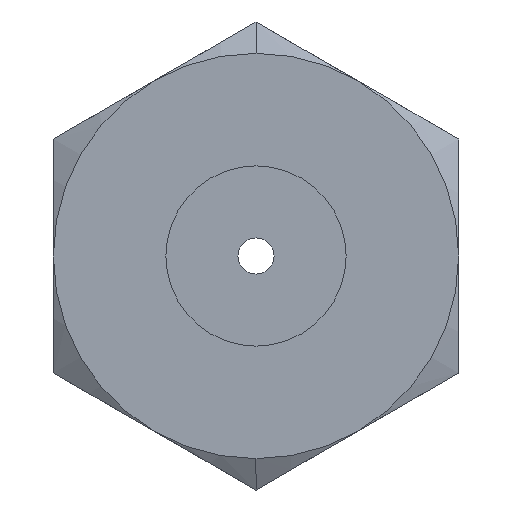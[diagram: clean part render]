
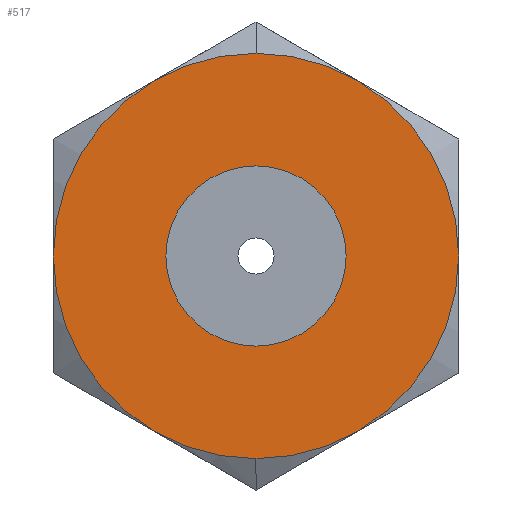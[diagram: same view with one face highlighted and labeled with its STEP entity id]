
A CAD part, left-side view. The second image highlights one B-rep face of the part: STEP entity #517.
In plain terms, the highlighted planar face has unit normal (-1, 0, 0).
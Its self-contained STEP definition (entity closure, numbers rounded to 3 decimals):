
#303 = AXIS2_PLACEMENT_3D ( 'NONE', #3438, #2800, #4695 ) ;
#338 = DIRECTION ( 'NONE',  ( 0., 0., 1. ) ) ;
#398 = CARTESIAN_POINT ( 'NONE',  ( 0., 0., 3.175 ) ) ;
#476 = ORIENTED_EDGE ( 'NONE', *, *, #1075, .F. ) ;
#517 = ADVANCED_FACE ( 'NONE', ( #3812, #2533 ), #8403, .T. ) ;
#711 = AXIS2_PLACEMENT_3D ( 'NONE', #4679, #6211, #338 ) ;
#1075 = EDGE_CURVE ( 'NONE', #8349, #3385, #4746, .T. ) ;
#2306 = CARTESIAN_POINT ( 'NONE',  ( 0., 0., 0. ) ) ;
#2513 = CIRCLE ( 'NONE', #711, 3.175 ) ;
#2533 = FACE_OUTER_BOUND ( 'NONE', #3003, .T. ) ;
#2757 = CARTESIAN_POINT ( 'NONE',  ( 0., 0., -7.14 ) ) ;
#2760 = EDGE_CURVE ( 'NONE', #7255, #3515, #2513, .T. ) ;
#2800 = DIRECTION ( 'NONE',  ( 1., 0., 0. ) ) ;
#2925 = DIRECTION ( 'NONE',  ( 0., 0., -1. ) ) ;
#3003 = EDGE_LOOP ( 'NONE', ( #476, #7791 ) ) ;
#3216 = DIRECTION ( 'NONE',  ( -1., 0., 0. ) ) ;
#3385 = VERTEX_POINT ( 'NONE', #2757 ) ;
#3438 = CARTESIAN_POINT ( 'NONE',  ( 0., 0., 0. ) ) ;
#3515 = VERTEX_POINT ( 'NONE', #6233 ) ;
#3568 = DIRECTION ( 'NONE',  ( 1., 0., 0. ) ) ;
#3719 = ORIENTED_EDGE ( 'NONE', *, *, #8004, .T. ) ;
#3746 = AXIS2_PLACEMENT_3D ( 'NONE', #4922, #3568, #2925 ) ;
#3812 = FACE_BOUND ( 'NONE', #8303, .T. ) ;
#3851 = CARTESIAN_POINT ( 'NONE',  ( 0., 0., 3.57 ) ) ;
#4245 = ORIENTED_EDGE ( 'NONE', *, *, #2760, .T. ) ;
#4679 = CARTESIAN_POINT ( 'NONE',  ( 0., 0., 0. ) ) ;
#4695 = DIRECTION ( 'NONE',  ( 0., 0., -1. ) ) ;
#4746 = CIRCLE ( 'NONE', #5436, 7.14 ) ;
#4922 = CARTESIAN_POINT ( 'NONE',  ( 0., 0., 0. ) ) ;
#4953 = DIRECTION ( 'NONE',  ( 0., 0., 1. ) ) ;
#5123 = DIRECTION ( 'NONE',  ( 0., 0., 1. ) ) ;
#5436 = AXIS2_PLACEMENT_3D ( 'NONE', #2306, #8186, #4953 ) ;
#6211 = DIRECTION ( 'NONE',  ( 1., 0., 0. ) ) ;
#6233 = CARTESIAN_POINT ( 'NONE',  ( 0., 0., -3.175 ) ) ;
#6296 = AXIS2_PLACEMENT_3D ( 'NONE', #3851, #3216, #5123 ) ;
#6430 = CARTESIAN_POINT ( 'NONE',  ( 0., 0., 7.14 ) ) ;
#7040 = EDGE_CURVE ( 'NONE', #3385, #8349, #8458, .T. ) ;
#7255 = VERTEX_POINT ( 'NONE', #398 ) ;
#7482 = CIRCLE ( 'NONE', #3746, 3.175 ) ;
#7791 = ORIENTED_EDGE ( 'NONE', *, *, #7040, .F. ) ;
#8004 = EDGE_CURVE ( 'NONE', #3515, #7255, #7482, .T. ) ;
#8186 = DIRECTION ( 'NONE',  ( 1., 0., 0. ) ) ;
#8303 = EDGE_LOOP ( 'NONE', ( #3719, #4245 ) ) ;
#8349 = VERTEX_POINT ( 'NONE', #6430 ) ;
#8403 = PLANE ( 'NONE',  #6296 ) ;
#8458 = CIRCLE ( 'NONE', #303, 7.14 ) ;
